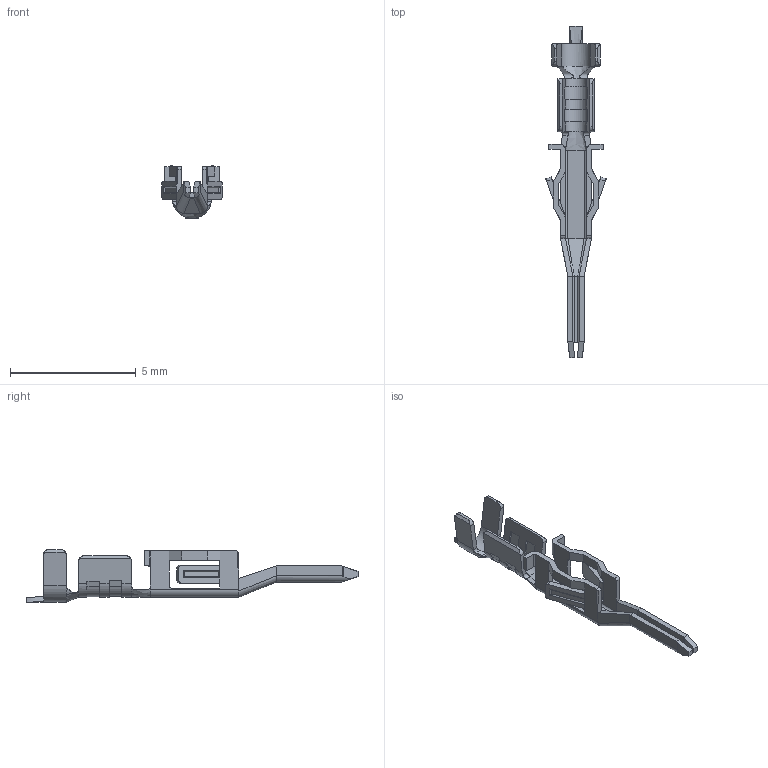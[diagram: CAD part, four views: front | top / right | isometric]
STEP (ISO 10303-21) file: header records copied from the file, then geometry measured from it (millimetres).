
FILE_DESCRIPTION( ( 'Unknown' ), '1' );
FILE_NAME( '66200513722_DEC.stp', 'Unknown', ( 'Unknown' ), ( 'Unknown' ), 'PSStep 18.0.17', 'Unknown', ' ' );
FILE_SCHEMA( ( 'AUTOMOTIVE_DESIGN { 1 0 10303 214 1 1 1 1 }' ) );
Length unit declared in the file: millimetre
Products named in the file (1): 1
Bounding box: 2.4 x 13.2 x 2.1 mm (x, y, z)
Volume: 6.8 mm3; surface area: 84.6 mm2
Topology: 1 solids, 1 shells, 232 faces, 656 edges, 422 vertices
Faces by surface type: plane 137, cylinder 72, bspline 23
Entity records: 10390 total; most frequent: CARTESIAN_POINT 2766, ORIENTED_EDGE 1312, DIRECTION 1046, EDGE_CURVE 656, VERTEX_POINT 422, LINE 410, VECTOR 410, AXIS2_PLACEMENT_3D 318
